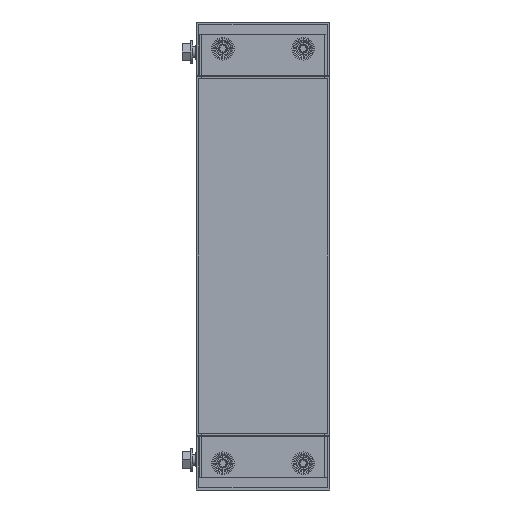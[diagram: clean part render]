
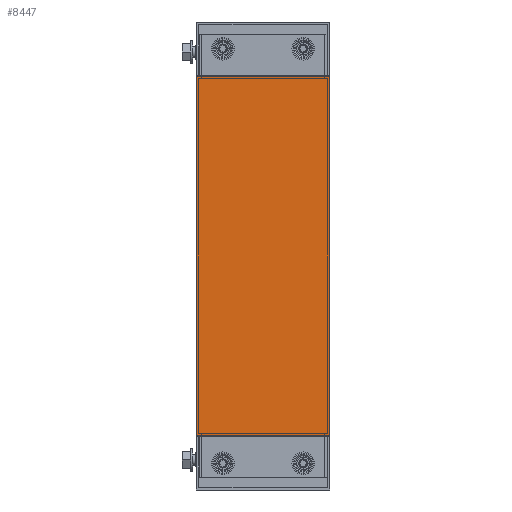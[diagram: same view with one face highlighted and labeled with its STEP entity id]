
A CAD part, left-side view. The second image highlights one B-rep face of the part: STEP entity #8447.
In plain terms, the highlighted planar face has unit normal (-1, 0, 0).
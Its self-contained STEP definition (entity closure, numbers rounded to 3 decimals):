
#727 = CARTESIAN_POINT ( 'NONE',  ( 0., 0., 65.4 ) ) ;
#978 = ORIENTED_EDGE ( 'NONE', *, *, #5967, .T. ) ;
#1165 = VERTEX_POINT ( 'NONE', #1618 ) ;
#1304 = EDGE_CURVE ( 'NONE', #6546, #1165, #5821, .T. ) ;
#1618 = CARTESIAN_POINT ( 'NONE',  ( 0., -100., 334.6 ) ) ;
#2189 = DIRECTION ( 'NONE',  ( 0., 1., 0. ) ) ;
#2228 = EDGE_LOOP ( 'NONE', ( #9743, #6698, #2855, #978 ) ) ;
#2813 = VECTOR ( 'NONE', #9072, 1000. ) ;
#2855 = ORIENTED_EDGE ( 'NONE', *, *, #9113, .T. ) ;
#2890 = CARTESIAN_POINT ( 'NONE',  ( 0., -100., 65.4 ) ) ;
#2952 = CARTESIAN_POINT ( 'NONE',  ( 0., 0., 0. ) ) ;
#3037 = AXIS2_PLACEMENT_3D ( 'NONE', #2952, #5161, #4550 ) ;
#3161 = VECTOR ( 'NONE', #8904, 1000. ) ;
#3426 = DIRECTION ( 'NONE',  ( 0., 0., -1. ) ) ;
#3970 = LINE ( 'NONE', #6302, #8795 ) ;
#4550 = DIRECTION ( 'NONE',  ( 0., 0., 1. ) ) ;
#4620 = LINE ( 'NONE', #6799, #9333 ) ;
#5109 = CARTESIAN_POINT ( 'NONE',  ( 0., -100., 65.4 ) ) ;
#5156 = EDGE_CURVE ( 'NONE', #7855, #6546, #8740, .T. ) ;
#5161 = DIRECTION ( 'NONE',  ( -1., 0., 0. ) ) ;
#5661 = CARTESIAN_POINT ( 'NONE',  ( 0., 0., 65.4 ) ) ;
#5821 = LINE ( 'NONE', #5109, #3161 ) ;
#5967 = EDGE_CURVE ( 'NONE', #7480, #7855, #3970, .T. ) ;
#6302 = CARTESIAN_POINT ( 'NONE',  ( 0., 0., 65.4 ) ) ;
#6546 = VERTEX_POINT ( 'NONE', #2890 ) ;
#6698 = ORIENTED_EDGE ( 'NONE', *, *, #1304, .T. ) ;
#6799 = CARTESIAN_POINT ( 'NONE',  ( 0., 0., 334.6 ) ) ;
#7480 = VERTEX_POINT ( 'NONE', #8880 ) ;
#7855 = VERTEX_POINT ( 'NONE', #727 ) ;
#8361 = FACE_OUTER_BOUND ( 'NONE', #2228, .T. ) ;
#8447 = ADVANCED_FACE ( 'NONE', ( #8361 ), #9110, .T. ) ;
#8740 = LINE ( 'NONE', #5661, #2813 ) ;
#8795 = VECTOR ( 'NONE', #3426, 1000. ) ;
#8880 = CARTESIAN_POINT ( 'NONE',  ( 0., 0., 334.6 ) ) ;
#8904 = DIRECTION ( 'NONE',  ( 0., 0., 1. ) ) ;
#9072 = DIRECTION ( 'NONE',  ( 0., -1., 0. ) ) ;
#9110 = PLANE ( 'NONE',  #3037 ) ;
#9113 = EDGE_CURVE ( 'NONE', #1165, #7480, #4620, .T. ) ;
#9333 = VECTOR ( 'NONE', #2189, 1000. ) ;
#9743 = ORIENTED_EDGE ( 'NONE', *, *, #5156, .T. ) ;
